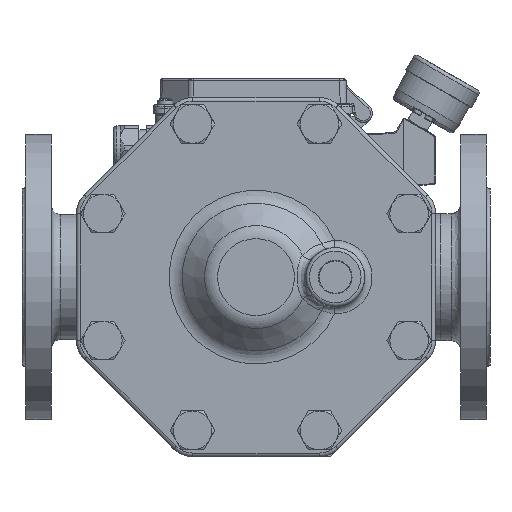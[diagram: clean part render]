
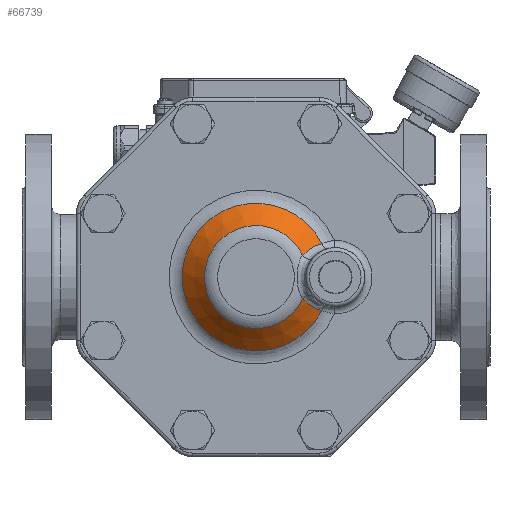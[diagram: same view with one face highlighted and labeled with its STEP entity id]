
A CAD part, front view. The second image highlights one B-rep face of the part: STEP entity #66739.
In plain terms, the highlighted conical face has half-angle 45 degrees and reference radius 34 mm.
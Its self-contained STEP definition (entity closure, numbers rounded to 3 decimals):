
#1024=CONICAL_SURFACE('',#71512,34.,0.785);
#2573=CIRCLE('',#71513,40.071);
#2574=CIRCLE('',#71514,27.929);
#2575=CIRCLE('',#71515,27.929);
#9525=FACE_OUTER_BOUND('',#13719,.T.);
#13719=EDGE_LOOP('',(#49124,#49125,#49126,#49127,#49128));
#25788=B_SPLINE_CURVE_WITH_KNOTS('',3,(#115544,#115545,#115546,#115547,
#115548),.UNSPECIFIED.,.F.,.F.,(4,1,4),(-1.735,-0.744,
0.),.UNSPECIFIED.);
#25789=B_SPLINE_CURVE_WITH_KNOTS('',3,(#115552,#115553,#115554,#115555,
#115556),.UNSPECIFIED.,.F.,.F.,(4,1,4),(-1.735,-0.992,
0.),.UNSPECIFIED.);
#28876=VERTEX_POINT('',#115542);
#28877=VERTEX_POINT('',#115543);
#28878=VERTEX_POINT('',#115549);
#28879=VERTEX_POINT('',#115551);
#28880=VERTEX_POINT('',#115557);
#36275=EDGE_CURVE('',#28876,#28877,#25788,.T.);
#36276=EDGE_CURVE('',#28878,#28876,#2573,.T.);
#36277=EDGE_CURVE('',#28879,#28878,#25789,.T.);
#36278=EDGE_CURVE('',#28880,#28879,#2574,.T.);
#36279=EDGE_CURVE('',#28877,#28880,#2575,.T.);
#49124=ORIENTED_EDGE('',*,*,#36275,.F.);
#49125=ORIENTED_EDGE('',*,*,#36276,.F.);
#49126=ORIENTED_EDGE('',*,*,#36277,.F.);
#49127=ORIENTED_EDGE('',*,*,#36278,.F.);
#49128=ORIENTED_EDGE('',*,*,#36279,.F.);
#66739=ADVANCED_FACE('',(#9525),#1024,.T.);
#71512=AXIS2_PLACEMENT_3D('',#115541,#81368,#81369);
#71513=AXIS2_PLACEMENT_3D('',#115550,#81370,#81371);
#71514=AXIS2_PLACEMENT_3D('',#115558,#81372,#81373);
#71515=AXIS2_PLACEMENT_3D('',#115559,#81374,#81375);
#81368=DIRECTION('center_axis',(0.,1.,0.));
#81369=DIRECTION('ref_axis',(-1.,0.,0.));
#81370=DIRECTION('center_axis',(0.,1.,0.));
#81371=DIRECTION('ref_axis',(-1.,0.,0.));
#81372=DIRECTION('center_axis',(0.,-1.,0.));
#81373=DIRECTION('ref_axis',(-1.,0.,0.));
#81374=DIRECTION('center_axis',(0.,-1.,0.));
#81375=DIRECTION('ref_axis',(-1.,0.,0.));
#115541=CARTESIAN_POINT('Origin',(35.906,-235.211,0.));
#115542=CARTESIAN_POINT('',(71.633,-229.14,18.146));
#115543=CARTESIAN_POINT('',(61.194,-241.282,11.855));
#115544=CARTESIAN_POINT('Ctrl Pts',(71.633,-229.14,
18.146));
#115545=CARTESIAN_POINT('Ctrl Pts',(69.348,-231.446,
17.552));
#115546=CARTESIAN_POINT('Ctrl Pts',(65.587,-235.56,
15.855));
#115547=CARTESIAN_POINT('Ctrl Pts',(62.418,-239.611,
13.18));
#115548=CARTESIAN_POINT('Ctrl Pts',(61.194,-241.282,
11.855));
#115549=CARTESIAN_POINT('',(71.633,-229.14,-18.146));
#115550=CARTESIAN_POINT('Origin',(35.906,-229.14,0.));
#115551=CARTESIAN_POINT('',(61.194,-241.282,-11.855));
#115552=CARTESIAN_POINT('Ctrl Pts',(61.194,-241.282,-11.855));
#115553=CARTESIAN_POINT('Ctrl Pts',(62.418,-239.611,
-13.18));
#115554=CARTESIAN_POINT('Ctrl Pts',(65.587,-235.56,
-15.855));
#115555=CARTESIAN_POINT('Ctrl Pts',(69.348,-231.446,
-17.552));
#115556=CARTESIAN_POINT('Ctrl Pts',(71.633,-229.14,-18.146));
#115557=CARTESIAN_POINT('',(7.977,-241.282,0.));
#115558=CARTESIAN_POINT('Origin',(35.906,-241.282,0.));
#115559=CARTESIAN_POINT('Origin',(35.906,-241.282,0.));
